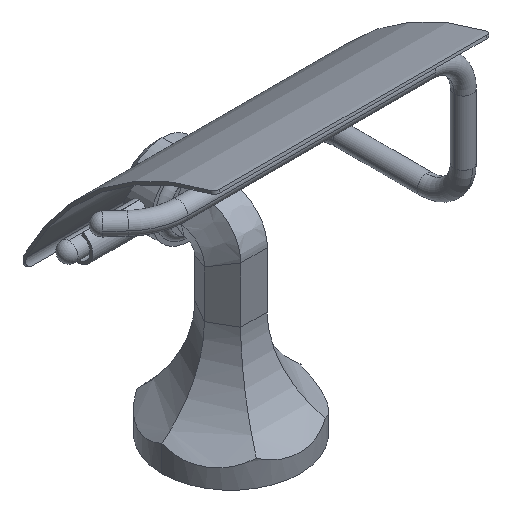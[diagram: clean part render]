
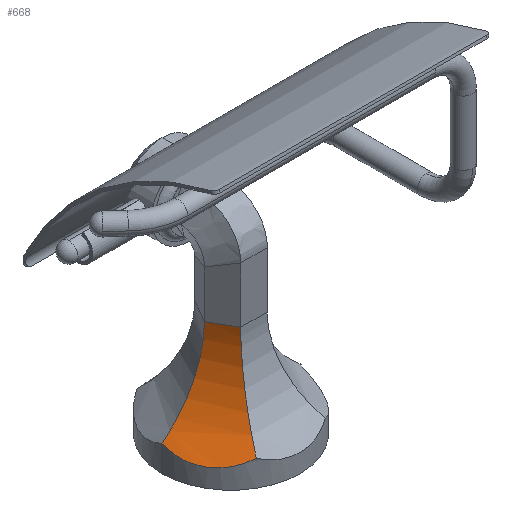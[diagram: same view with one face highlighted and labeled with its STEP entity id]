
A CAD part, isometric view. The second image highlights one B-rep face of the part: STEP entity #668.
In plain terms, the highlighted cylindrical face has radius 50 mm (diameter 100 mm), a partial arc.
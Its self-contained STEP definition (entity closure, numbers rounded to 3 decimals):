
#290 = CARTESIAN_POINT ( 'NONE',  ( -10., 48., -5.774 ) ) ;
#316 = VECTOR ( 'NONE', #1866, 1000. ) ;
#551 = B_SPLINE_CURVE_WITH_KNOTS ( 'NONE', 3,
 ( #1928, #1959, #1918, #1909, #1700, #1676, #1665, #1648, #1641, #1403, #1388, #1376, #1362, #1339, #1116, #1101, #1094, #1084, #1068, #847, #834, #828, #811, #798, #786, #774 ),
 .UNSPECIFIED., .F., .F.,
 ( 4, 2, 2, 2, 2, 2, 2, 2, 2, 2, 2, 2, 4 ),
 ( 0.003, 0.007, 0.009, 0.011, 0.015, 0.017, 0.019, 0.024, 0.026, 0.028, 0.032, 0.034, 0.036 ),
 .UNSPECIFIED. ) ;
#668 = ADVANCED_FACE ( 'NONE', ( #1259 ), #1269, .F. ) ;
#678 = CARTESIAN_POINT ( 'NONE',  ( -25.981, 11.357, -15. ) ) ;
#686 = EDGE_CURVE ( 'NONE', #1263, #1689, #551, .T. ) ;
#705 = AXIS2_PLACEMENT_3D ( 'NONE', #3017, #2783, #3607 ) ;
#774 = CARTESIAN_POINT ( 'NONE',  ( 0., 11.357, -30. ) ) ;
#786 = CARTESIAN_POINT ( 'NONE',  ( -0.612, 11.073, -30. ) ) ;
#798 = CARTESIAN_POINT ( 'NONE',  ( -1.233, 10.807, -29.981 ) ) ;
#811 = CARTESIAN_POINT ( 'NONE',  ( -2.492, 10.31, -29.903 ) ) ;
#828 = CARTESIAN_POINT ( 'NONE',  ( -3.132, 10.078, -29.843 ) ) ;
#834 = CARTESIAN_POINT ( 'NONE',  ( -5.045, 9.445, -29.601 ) ) ;
#847 = CARTESIAN_POINT ( 'NONE',  ( -6.32, 9.1, -29.356 ) ) ;
#906 = CARTESIAN_POINT ( 'NONE',  ( -15.64, 20.957, -9.03 ) ) ;
#1068 = CARTESIAN_POINT ( 'NONE',  ( -8.229, 8.686, -28.857 ) ) ;
#1073 = ORIENTED_EDGE ( 'NONE', *, *, #686, .F. ) ;
#1084 = CARTESIAN_POINT ( 'NONE',  ( -8.865, 8.566, -28.668 ) ) ;
#1094 = CARTESIAN_POINT ( 'NONE',  ( -10.133, 8.359, -28.245 ) ) ;
#1101 = CARTESIAN_POINT ( 'NONE',  ( -10.769, 8.272, -28.009 ) ) ;
#1116 = CARTESIAN_POINT ( 'NONE',  ( -12.637, 8.067, -27.242 ) ) ;
#1190 =( BOUNDED_CURVE ( )  B_SPLINE_CURVE ( 3, ( #2574, #906, #3398, #1768 ),
 .UNSPECIFIED., .F., .F. ) 
 B_SPLINE_CURVE_WITH_KNOTS ( ( 4, 4 ),
 ( 5.461, 6.283 ),
 .UNSPECIFIED. ) 
 CURVE ( )  GEOMETRIC_REPRESENTATION_ITEM ( )  RATIONAL_B_SPLINE_CURVE ( ( 1., 0.944, 0.944, 1. ) ) 
 REPRESENTATION_ITEM ( '' )  );
#1249 = CARTESIAN_POINT ( 'NONE',  ( 0., 20.957, -18.06 ) ) ;
#1259 = FACE_OUTER_BOUND ( 'NONE', #2151, .T. ) ;
#1263 = VERTEX_POINT ( 'NONE', #678 ) ;
#1269 = CYLINDRICAL_SURFACE ( 'NONE', #705, 50. ) ;
#1339 = CARTESIAN_POINT ( 'NONE',  ( -13.841, 8., -26.65 ) ) ;
#1362 = CARTESIAN_POINT ( 'NONE',  ( -15.586, 8., -25.642 ) ) ;
#1376 = CARTESIAN_POINT ( 'NONE',  ( -16.158, 8.017, -25.286 ) ) ;
#1385 = EDGE_CURVE ( 'NONE', #1263, #1976, #1190, .T. ) ;
#1388 = CARTESIAN_POINT ( 'NONE',  ( -17.28, 8.086, -24.533 ) ) ;
#1403 = CARTESIAN_POINT ( 'NONE',  ( -17.833, 8.138, -24.134 ) ) ;
#1473 =( BOUNDED_CURVE ( )  B_SPLINE_CURVE ( 3, ( #2631, #2360, #1249, #3193 ),
 .UNSPECIFIED., .F., .T. ) 
 B_SPLINE_CURVE_WITH_KNOTS ( ( 4, 4 ),
 ( 3.142, 3.964 ),
 .UNSPECIFIED. ) 
 CURVE ( )  GEOMETRIC_REPRESENTATION_ITEM ( )  RATIONAL_B_SPLINE_CURVE ( ( 1., 0.944, 0.944, 1. ) ) 
 REPRESENTATION_ITEM ( '' )  );
#1540 = CARTESIAN_POINT ( 'NONE',  ( 0., 48., -11.547 ) ) ;
#1641 = CARTESIAN_POINT ( 'NONE',  ( -19.429, 8.345, -22.898 ) ) ;
#1648 = CARTESIAN_POINT ( 'NONE',  ( -20.421, 8.55, -22.016 ) ) ;
#1665 = CARTESIAN_POINT ( 'NONE',  ( -21.806, 8.964, -20.614 ) ) ;
#1676 = CARTESIAN_POINT ( 'NONE',  ( -22.25, 9.12, -20.133 ) ) ;
#1678 = ORIENTED_EDGE ( 'NONE', *, *, #3429, .T. ) ;
#1689 = VERTEX_POINT ( 'NONE', #1852 ) ;
#1700 = CARTESIAN_POINT ( 'NONE',  ( -23.105, 9.469, -19.146 ) ) ;
#1703 = ORIENTED_EDGE ( 'NONE', *, *, #2235, .T. ) ;
#1768 = CARTESIAN_POINT ( 'NONE',  ( -10., 48., -5.774 ) ) ;
#1852 = CARTESIAN_POINT ( 'NONE',  ( 0., 11.357, -30. ) ) ;
#1866 = DIRECTION ( 'NONE',  ( 0.866, 0., -0.5 ) ) ;
#1909 = CARTESIAN_POINT ( 'NONE',  ( -23.517, 9.664, -18.637 ) ) ;
#1918 = CARTESIAN_POINT ( 'NONE',  ( -24.683, 10.3, -17.099 ) ) ;
#1928 = CARTESIAN_POINT ( 'NONE',  ( -25.981, 11.357, -15. ) ) ;
#1959 = CARTESIAN_POINT ( 'NONE',  ( -25.372, 10.792, -16.055 ) ) ;
#1976 = VERTEX_POINT ( 'NONE', #290 ) ;
#2151 = EDGE_LOOP ( 'NONE', ( #1073, #2716, #1678, #1703 ) ) ;
#2235 = EDGE_CURVE ( 'NONE', #2458, #1689, #1473, .T. ) ;
#2360 = CARTESIAN_POINT ( 'NONE',  ( 0., 33.89, -11.547 ) ) ;
#2421 = CARTESIAN_POINT ( 'NONE',  ( -5., 48., -8.66 ) ) ;
#2458 = VERTEX_POINT ( 'NONE', #1540 ) ;
#2470 = LINE ( 'NONE', #2421, #316 ) ;
#2574 = CARTESIAN_POINT ( 'NONE',  ( -25.981, 11.357, -15. ) ) ;
#2631 = CARTESIAN_POINT ( 'NONE',  ( 0., 48., -11.547 ) ) ;
#2716 = ORIENTED_EDGE ( 'NONE', *, *, #1385, .T. ) ;
#2783 = DIRECTION ( 'NONE',  ( 0.866, 0., -0.5 ) ) ;
#3017 = CARTESIAN_POINT ( 'NONE',  ( -30., 48., -51.962 ) ) ;
#3193 = CARTESIAN_POINT ( 'NONE',  ( 0., 11.357, -30. ) ) ;
#3398 = CARTESIAN_POINT ( 'NONE',  ( -10., 33.89, -5.774 ) ) ;
#3429 = EDGE_CURVE ( 'NONE', #1976, #2458, #2470, .T. ) ;
#3607 = DIRECTION ( 'NONE',  ( 0.5, 0., 0.866 ) ) ;
